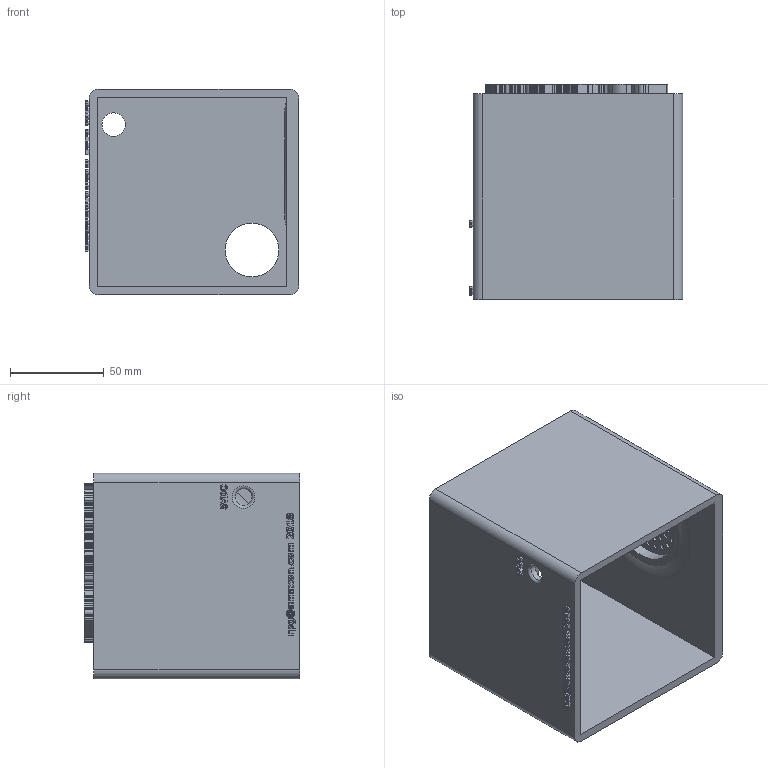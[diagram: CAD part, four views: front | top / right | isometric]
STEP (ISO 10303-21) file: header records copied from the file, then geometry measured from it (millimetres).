
FILE_DESCRIPTION(/* description */ (''),/* implementation_level */ '2;1');
FILE_NAME(/* name */ 'BOYES_BOX_ENCLOSURE v1.step',/* time_stamp */ '2018-09-06T23:02:31-07:00',/* author */ ('ramseygill'),/* organization */ (''),/* preprocessor_version */ 'ST-DEVELOPER v17.2',/* originating_system */ 'Autodesk Translation Framework v7.6.0.251',/* authorisation */ '');
FILE_SCHEMA (('AUTOMOTIVE_DESIGN { 1 0 10303 214 3 1 1 }'));
Products named in the file (1): BOYES_BOX_ENCLOSURE
Bounding box: 114 x 115 x 110 mm (x, y, z)
Volume: 321146.1 mm3; surface area: 119605.1 mm2
Topology: 1 solids, 1 shells, 1343 faces, 3831 edges, 2555 vertices
Faces by surface type: bspline 1041, plane 225, cylinder 75, torus 2
Full cylindrical faces by diameter (mm): 3 x67, 9 x1, 12.5 x1, 28.7 x1, 50.7 x1
Entity records: 53700 total; most frequent: CARTESIAN_POINT 25437, ORIENTED_EDGE 7662, EDGE_CURVE 3831, VERTEX_POINT 2555, DIRECTION 2514, B_SPLINE_CURVE_WITH_KNOTS 2083, LINE 1588, VECTOR 1588
